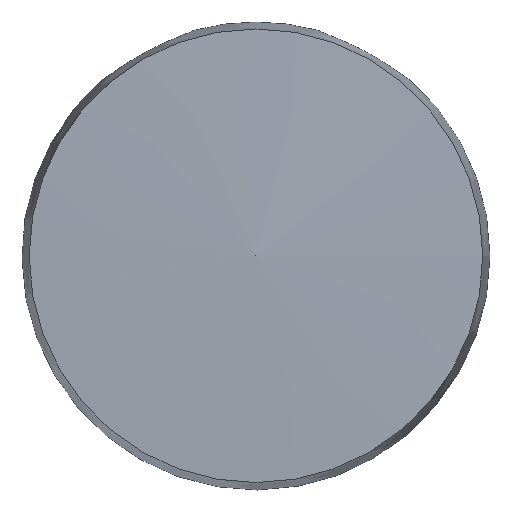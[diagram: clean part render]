
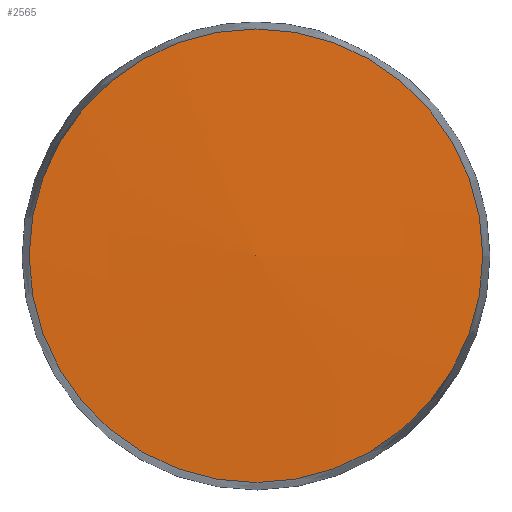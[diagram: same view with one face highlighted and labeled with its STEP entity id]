
A CAD part, top view. The second image highlights one B-rep face of the part: STEP entity #2565.
In plain terms, the highlighted conical face has half-angle 88.182 degrees and reference radius 31.5 mm.
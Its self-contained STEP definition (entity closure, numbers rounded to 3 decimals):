
#1229 = CONICAL_SURFACE('',#1230,32.5,0.053);
#1230 = AXIS2_PLACEMENT_3D('',#1231,#1232,#1233);
#1231 = CARTESIAN_POINT('',(0.,0.,41.9));
#1232 = DIRECTION('',(-0.,0.,-1.));
#1233 = DIRECTION('',(1.,0.,0.));
#1848 = VERTEX_POINT('',#1849);
#1849 = CARTESIAN_POINT('',(31.5,0.,60.9));
#2433 = EDGE_CURVE('',#1848,#1848,#2434,.T.);
#2434 = SURFACE_CURVE('',#2435,(#2440,#2446),.PCURVE_S1.);
#2435 = CIRCLE('',#2436,31.5);
#2436 = AXIS2_PLACEMENT_3D('',#2437,#2438,#2439);
#2437 = CARTESIAN_POINT('',(0.,0.,60.9));
#2438 = DIRECTION('',(0.,0.,-1.));
#2439 = DIRECTION('',(1.,0.,0.));
#2440 = PCURVE('',#1229,#2441);
#2441 = DEFINITIONAL_REPRESENTATION('',(#2442),#2445);
#2442 = B_SPLINE_CURVE_WITH_KNOTS('',1,(#2443,#2444),.UNSPECIFIED.,.F.,
  .F.,(2,2),(0.,6.283),.PIECEWISE_BEZIER_KNOTS.);
#2443 = CARTESIAN_POINT('',(0.,-19.));
#2444 = CARTESIAN_POINT('',(6.283,-19.));
#2445 = ( GEOMETRIC_REPRESENTATION_CONTEXT(2) 
PARAMETRIC_REPRESENTATION_CONTEXT() REPRESENTATION_CONTEXT('2D SPACE',''
  ) );
#2446 = PCURVE('',#2447,#2452);
#2447 = CONICAL_SURFACE('',#2448,31.5,1.539);
#2448 = AXIS2_PLACEMENT_3D('',#2449,#2450,#2451);
#2449 = CARTESIAN_POINT('',(0.,0.,60.9));
#2450 = DIRECTION('',(-0.,0.,-1.));
#2451 = DIRECTION('',(1.,0.,0.));
#2452 = DEFINITIONAL_REPRESENTATION('',(#2453),#2456);
#2453 = B_SPLINE_CURVE_WITH_KNOTS('',1,(#2454,#2455),.UNSPECIFIED.,.F.,
  .F.,(2,2),(0.,6.283),.PIECEWISE_BEZIER_KNOTS.);
#2454 = CARTESIAN_POINT('',(0.,0.));
#2455 = CARTESIAN_POINT('',(6.283,0.));
#2456 = ( GEOMETRIC_REPRESENTATION_CONTEXT(2) 
PARAMETRIC_REPRESENTATION_CONTEXT() REPRESENTATION_CONTEXT('2D SPACE',''
  ) );
#2565 = ADVANCED_FACE('',(#2566),#2447,.T.);
#2566 = FACE_BOUND('',#2567,.F.);
#2567 = EDGE_LOOP('',(#2568,#2569,#2590));
#2568 = ORIENTED_EDGE('',*,*,#2433,.T.);
#2569 = ORIENTED_EDGE('',*,*,#2570,.T.);
#2570 = EDGE_CURVE('',#1848,#2571,#2573,.T.);
#2571 = VERTEX_POINT('',#2572);
#2572 = CARTESIAN_POINT('',(0.,0.,61.9));
#2573 = SEAM_CURVE('',#2574,(#2578,#2584),.PCURVE_S1.);
#2574 = LINE('',#2575,#2576);
#2575 = CARTESIAN_POINT('',(31.5,0.,60.9));
#2576 = VECTOR('',#2577,1.);
#2577 = DIRECTION('',(-0.999,0.,
    0.032));
#2578 = PCURVE('',#2447,#2579);
#2579 = DEFINITIONAL_REPRESENTATION('',(#2580),#2583);
#2580 = B_SPLINE_CURVE_WITH_KNOTS('',1,(#2581,#2582),.UNSPECIFIED.,.F.,
  .F.,(2,2),(0.,31.516),.PIECEWISE_BEZIER_KNOTS.);
#2581 = CARTESIAN_POINT('',(0.,0.));
#2582 = CARTESIAN_POINT('',(0.,-1.));
#2583 = ( GEOMETRIC_REPRESENTATION_CONTEXT(2) 
PARAMETRIC_REPRESENTATION_CONTEXT() REPRESENTATION_CONTEXT('2D SPACE',''
  ) );
#2584 = PCURVE('',#2447,#2585);
#2585 = DEFINITIONAL_REPRESENTATION('',(#2586),#2589);
#2586 = B_SPLINE_CURVE_WITH_KNOTS('',1,(#2587,#2588),.UNSPECIFIED.,.F.,
  .F.,(2,2),(0.,31.516),.PIECEWISE_BEZIER_KNOTS.);
#2587 = CARTESIAN_POINT('',(6.283,0.));
#2588 = CARTESIAN_POINT('',(6.283,-1.));
#2589 = ( GEOMETRIC_REPRESENTATION_CONTEXT(2) 
PARAMETRIC_REPRESENTATION_CONTEXT() REPRESENTATION_CONTEXT('2D SPACE',''
  ) );
#2590 = ORIENTED_EDGE('',*,*,#2570,.F.);
